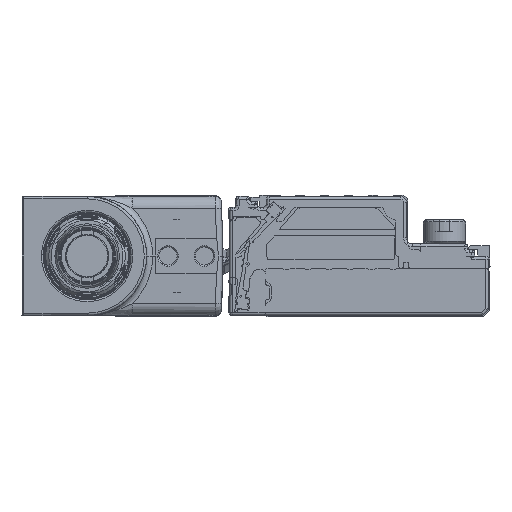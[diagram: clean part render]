
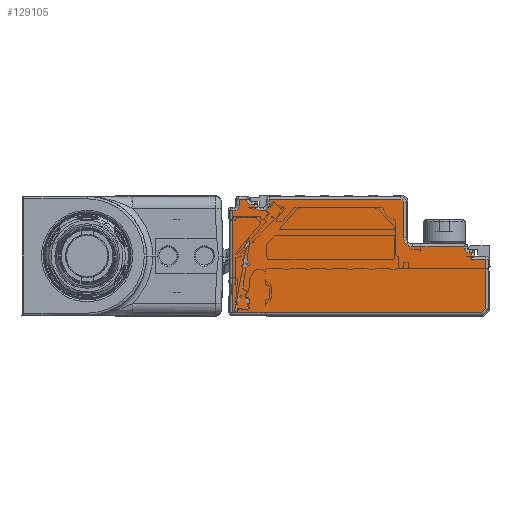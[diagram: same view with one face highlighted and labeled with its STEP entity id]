
A CAD part, left-side view. The second image highlights one B-rep face of the part: STEP entity #129105.
In plain terms, the highlighted planar face has unit normal (-1, 0, 0).
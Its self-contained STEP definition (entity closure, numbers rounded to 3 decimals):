
#126565=AXIS2_PLACEMENT_3D('Circle Axis2P3D',#126563,#126564,$) ;
#126687=AXIS2_PLACEMENT_3D('Circle Axis2P3D',#126685,#126686,$) ;
#126791=AXIS2_PLACEMENT_3D('Circle Axis2P3D',#126789,#126790,$) ;
#128752=AXIS2_PLACEMENT_3D('Circle Axis2P3D',#128750,#128751,$) ;
#128824=AXIS2_PLACEMENT_3D('Circle Axis2P3D',#128822,#128823,$) ;
#128921=AXIS2_PLACEMENT_3D('Circle Axis2P3D',#128919,#128920,$) ;
#129072=AXIS2_PLACEMENT_3D('Plane Axis2P3D',#129069,#129070,#129071) ;
#129076=AXIS2_PLACEMENT_3D('Circle Axis2P3D',#129074,#129075,$) ;
#126240=CARTESIAN_POINT('Vertex',(-678.,42.3,-7.3)) ;
#126263=CARTESIAN_POINT('Vertex',(-678.,1.407,-7.3)) ;
#126266=CARTESIAN_POINT('Line Origine',(-678.,23.168,-7.3)) ;
#126303=CARTESIAN_POINT('Vertex',(-678.,0.7,-6.593)) ;
#126306=CARTESIAN_POINT('Line Origine',(-678.,-1.246,-4.646)) ;
#126560=CARTESIAN_POINT('Vertex',(-678.,40.1,11.3)) ;
#126563=CARTESIAN_POINT('Axis2P3D Location',(-678.,39.3,11.3)) ;
#126567=CARTESIAN_POINT('Vertex',(-678.,39.3,10.5)) ;
#126587=CARTESIAN_POINT('Line Origine',(-678.,21.5,11.3)) ;
#126591=CARTESIAN_POINT('Vertex',(-678.,41.3,11.3)) ;
#126637=CARTESIAN_POINT('Vertex',(-678.,3.,2.5)) ;
#126651=CARTESIAN_POINT('Vertex',(-678.,3.4,2.5)) ;
#126654=CARTESIAN_POINT('Line Origine',(-678.,21.5,2.5)) ;
#126682=CARTESIAN_POINT('Vertex',(-678.,4.2,3.3)) ;
#126685=CARTESIAN_POINT('Axis2P3D Location',(-678.,3.4,3.3)) ;
#126710=CARTESIAN_POINT('Vertex',(-678.,4.2,3.5)) ;
#126713=CARTESIAN_POINT('Line Origine',(-678.,4.2,2.)) ;
#126755=CARTESIAN_POINT('Vertex',(-678.,12.7,3.5)) ;
#126758=CARTESIAN_POINT('Line Origine',(-678.,21.5,3.5)) ;
#126786=CARTESIAN_POINT('Vertex',(-678.,14.2,5.)) ;
#126789=CARTESIAN_POINT('Axis2P3D Location',(-678.,12.7,5.)) ;
#126817=CARTESIAN_POINT('Vertex',(-678.,14.2,10.8)) ;
#126820=CARTESIAN_POINT('Line Origine',(-678.,14.2,2.)) ;
#128632=CARTESIAN_POINT('Line Origine',(-678.,42.3,2.)) ;
#128636=CARTESIAN_POINT('Vertex',(-678.,42.3,9.5)) ;
#128660=CARTESIAN_POINT('Vertex',(-678.,0.7,1.5)) ;
#128663=CARTESIAN_POINT('Line Origine',(-678.,0.7,2.)) ;
#128716=CARTESIAN_POINT('Vertex',(-678.,37.8,9.5)) ;
#128719=CARTESIAN_POINT('Line Origine',(-678.,21.5,9.5)) ;
#128723=CARTESIAN_POINT('Vertex',(-678.,37.3,9.5)) ;
#128747=CARTESIAN_POINT('Vertex',(-678.,38.8,10.5)) ;
#128750=CARTESIAN_POINT('Axis2P3D Location',(-678.,37.8,10.5)) ;
#128774=CARTESIAN_POINT('Line Origine',(-678.,21.5,10.5)) ;
#128795=CARTESIAN_POINT('Vertex',(-678.,41.3,10.3)) ;
#128798=CARTESIAN_POINT('Line Origine',(-678.,41.3,2.)) ;
#128819=CARTESIAN_POINT('Vertex',(-678.,42.1,9.5)) ;
#128822=CARTESIAN_POINT('Axis2P3D Location',(-678.,42.1,10.3)) ;
#128839=CARTESIAN_POINT('Line Origine',(-678.,21.5,9.5)) ;
#128865=CARTESIAN_POINT('Vertex',(-678.,3.,1.5)) ;
#128868=CARTESIAN_POINT('Line Origine',(-678.,21.5,1.5)) ;
#128895=CARTESIAN_POINT('Line Origine',(-678.,3.,2.)) ;
#128916=CARTESIAN_POINT('Vertex',(-678.,14.7,11.3)) ;
#128919=CARTESIAN_POINT('Axis2P3D Location',(-678.,14.7,10.8)) ;
#128940=CARTESIAN_POINT('Vertex',(-678.,36.3,11.3)) ;
#128943=CARTESIAN_POINT('Line Origine',(-678.,21.5,11.3)) ;
#128964=CARTESIAN_POINT('Vertex',(-678.,36.3,10.5)) ;
#128967=CARTESIAN_POINT('Line Origine',(-678.,36.3,2.)) ;
#129069=CARTESIAN_POINT('Axis2P3D Location',(-678.,0.2,-7.8)) ;
#129074=CARTESIAN_POINT('Axis2P3D Location',(-678.,37.3,10.5)) ;
#126267=DIRECTION('Vector Direction',(0.,1.,0.)) ;
#126307=DIRECTION('Vector Direction',(0.,0.707,-0.707)) ;
#126564=DIRECTION('Axis2P3D Direction',(1.,0.,0.)) ;
#126588=DIRECTION('Vector Direction',(0.,-1.,0.)) ;
#126655=DIRECTION('Vector Direction',(0.,-1.,0.)) ;
#126686=DIRECTION('Axis2P3D Direction',(1.,0.,0.)) ;
#126714=DIRECTION('Vector Direction',(0.,0.,1.)) ;
#126759=DIRECTION('Vector Direction',(0.,-1.,0.)) ;
#126790=DIRECTION('Axis2P3D Direction',(1.,0.,0.)) ;
#126821=DIRECTION('Vector Direction',(0.,0.,-1.)) ;
#128633=DIRECTION('Vector Direction',(0.,0.,1.)) ;
#128664=DIRECTION('Vector Direction',(0.,0.,-1.)) ;
#128720=DIRECTION('Vector Direction',(0.,-1.,0.)) ;
#128751=DIRECTION('Axis2P3D Direction',(1.,0.,0.)) ;
#128775=DIRECTION('Vector Direction',(0.,1.,0.)) ;
#128799=DIRECTION('Vector Direction',(0.,0.,1.)) ;
#128823=DIRECTION('Axis2P3D Direction',(1.,0.,0.)) ;
#128840=DIRECTION('Vector Direction',(0.,-1.,0.)) ;
#128869=DIRECTION('Vector Direction',(0.,-1.,0.)) ;
#128896=DIRECTION('Vector Direction',(0.,0.,-1.)) ;
#128920=DIRECTION('Axis2P3D Direction',(1.,0.,0.)) ;
#128944=DIRECTION('Vector Direction',(0.,-1.,0.)) ;
#128968=DIRECTION('Vector Direction',(0.,0.,1.)) ;
#129070=DIRECTION('Axis2P3D Direction',(-1.,0.,0.)) ;
#129071=DIRECTION('Axis2P3D XDirection',(0.,0.,1.)) ;
#129075=DIRECTION('Axis2P3D Direction',(-1.,0.,0.)) ;
#126268=VECTOR('Line Direction',#126267,1.) ;
#126308=VECTOR('Line Direction',#126307,1.) ;
#126589=VECTOR('Line Direction',#126588,1.) ;
#126656=VECTOR('Line Direction',#126655,1.) ;
#126715=VECTOR('Line Direction',#126714,1.) ;
#126760=VECTOR('Line Direction',#126759,1.) ;
#126822=VECTOR('Line Direction',#126821,1.) ;
#128634=VECTOR('Line Direction',#128633,1.) ;
#128665=VECTOR('Line Direction',#128664,1.) ;
#128721=VECTOR('Line Direction',#128720,1.) ;
#128776=VECTOR('Line Direction',#128775,1.) ;
#128800=VECTOR('Line Direction',#128799,1.) ;
#128841=VECTOR('Line Direction',#128840,1.) ;
#128870=VECTOR('Line Direction',#128869,1.) ;
#128897=VECTOR('Line Direction',#128896,1.) ;
#128945=VECTOR('Line Direction',#128944,1.) ;
#128969=VECTOR('Line Direction',#128968,1.) ;
#129080=ORIENTED_EDGE('',*,*,#128725,.T.) ;
#129081=ORIENTED_EDGE('',*,*,#128754,.T.) ;
#129082=ORIENTED_EDGE('',*,*,#128778,.T.) ;
#129083=ORIENTED_EDGE('',*,*,#126569,.T.) ;
#129084=ORIENTED_EDGE('',*,*,#126593,.T.) ;
#129085=ORIENTED_EDGE('',*,*,#128802,.T.) ;
#129086=ORIENTED_EDGE('',*,*,#128826,.T.) ;
#129087=ORIENTED_EDGE('',*,*,#128843,.T.) ;
#129088=ORIENTED_EDGE('',*,*,#128638,.T.) ;
#129089=ORIENTED_EDGE('',*,*,#126270,.T.) ;
#129090=ORIENTED_EDGE('',*,*,#126310,.T.) ;
#129091=ORIENTED_EDGE('',*,*,#128667,.T.) ;
#129092=ORIENTED_EDGE('',*,*,#128872,.T.) ;
#129093=ORIENTED_EDGE('',*,*,#128899,.T.) ;
#129094=ORIENTED_EDGE('',*,*,#126658,.T.) ;
#129095=ORIENTED_EDGE('',*,*,#126689,.T.) ;
#129096=ORIENTED_EDGE('',*,*,#126717,.T.) ;
#129097=ORIENTED_EDGE('',*,*,#126762,.T.) ;
#129098=ORIENTED_EDGE('',*,*,#126793,.T.) ;
#129099=ORIENTED_EDGE('',*,*,#126824,.T.) ;
#129100=ORIENTED_EDGE('',*,*,#128923,.T.) ;
#129101=ORIENTED_EDGE('',*,*,#128947,.T.) ;
#129102=ORIENTED_EDGE('',*,*,#128971,.T.) ;
#129103=ORIENTED_EDGE('',*,*,#129078,.T.) ;
#129105=ADVANCED_FACE('Brep With Voids',(#129104),#129073,.T.) ;
#126566=CIRCLE('generated circle',#126565,0.8) ;
#126688=CIRCLE('generated circle',#126687,0.8) ;
#126792=CIRCLE('generated circle',#126791,1.5) ;
#128753=CIRCLE('generated circle',#128752,1.) ;
#128825=CIRCLE('generated circle',#128824,0.8) ;
#128922=CIRCLE('generated circle',#128921,0.5) ;
#129077=CIRCLE('generated circle',#129076,1.) ;
#126270=EDGE_CURVE('',#126241,#126264,#126269,.F.) ;
#126310=EDGE_CURVE('',#126264,#126304,#126309,.F.) ;
#126569=EDGE_CURVE('',#126568,#126561,#126566,.T.) ;
#126593=EDGE_CURVE('',#126561,#126592,#126590,.F.) ;
#126658=EDGE_CURVE('',#126638,#126652,#126657,.F.) ;
#126689=EDGE_CURVE('',#126652,#126683,#126688,.T.) ;
#126717=EDGE_CURVE('',#126683,#126711,#126716,.T.) ;
#126762=EDGE_CURVE('',#126711,#126756,#126761,.F.) ;
#126793=EDGE_CURVE('',#126756,#126787,#126792,.T.) ;
#126824=EDGE_CURVE('',#126787,#126818,#126823,.F.) ;
#128638=EDGE_CURVE('',#128637,#126241,#128635,.F.) ;
#128667=EDGE_CURVE('',#126304,#128661,#128666,.F.) ;
#128725=EDGE_CURVE('',#128724,#128717,#128722,.F.) ;
#128754=EDGE_CURVE('',#128717,#128748,#128753,.T.) ;
#128778=EDGE_CURVE('',#128748,#126568,#128777,.T.) ;
#128802=EDGE_CURVE('',#126592,#128796,#128801,.F.) ;
#128826=EDGE_CURVE('',#128796,#128820,#128825,.T.) ;
#128843=EDGE_CURVE('',#128820,#128637,#128842,.F.) ;
#128872=EDGE_CURVE('',#128661,#128866,#128871,.F.) ;
#128899=EDGE_CURVE('',#128866,#126638,#128898,.F.) ;
#128923=EDGE_CURVE('',#126818,#128917,#128922,.F.) ;
#128947=EDGE_CURVE('',#128917,#128941,#128946,.F.) ;
#128971=EDGE_CURVE('',#128941,#128965,#128970,.F.) ;
#129078=EDGE_CURVE('',#128965,#128724,#129077,.F.) ;
#129079=EDGE_LOOP('',(#129080,#129081,#129082,#129083,#129084,#129085,#129086,#129087,#129088,#129089,#129090,#129091,#129092,#129093,#129094,#129095,#129096,#129097,#129098,#129099,#129100,#129101,#129102,#129103)) ;
#129104=FACE_OUTER_BOUND('',#129079,.T.) ;
#126269=LINE('Line',#126266,#126268) ;
#126309=LINE('Line',#126306,#126308) ;
#126590=LINE('Line',#126587,#126589) ;
#126657=LINE('Line',#126654,#126656) ;
#126716=LINE('Line',#126713,#126715) ;
#126761=LINE('Line',#126758,#126760) ;
#126823=LINE('Line',#126820,#126822) ;
#128635=LINE('Line',#128632,#128634) ;
#128666=LINE('Line',#128663,#128665) ;
#128722=LINE('Line',#128719,#128721) ;
#128777=LINE('Line',#128774,#128776) ;
#128801=LINE('Line',#128798,#128800) ;
#128842=LINE('Line',#128839,#128841) ;
#128871=LINE('Line',#128868,#128870) ;
#128898=LINE('Line',#128895,#128897) ;
#128946=LINE('Line',#128943,#128945) ;
#128970=LINE('Line',#128967,#128969) ;
#129073=PLANE('',#129072) ;
#126241=VERTEX_POINT('',#126240) ;
#126264=VERTEX_POINT('',#126263) ;
#126304=VERTEX_POINT('',#126303) ;
#126561=VERTEX_POINT('',#126560) ;
#126568=VERTEX_POINT('',#126567) ;
#126592=VERTEX_POINT('',#126591) ;
#126638=VERTEX_POINT('',#126637) ;
#126652=VERTEX_POINT('',#126651) ;
#126683=VERTEX_POINT('',#126682) ;
#126711=VERTEX_POINT('',#126710) ;
#126756=VERTEX_POINT('',#126755) ;
#126787=VERTEX_POINT('',#126786) ;
#126818=VERTEX_POINT('',#126817) ;
#128637=VERTEX_POINT('',#128636) ;
#128661=VERTEX_POINT('',#128660) ;
#128717=VERTEX_POINT('',#128716) ;
#128724=VERTEX_POINT('',#128723) ;
#128748=VERTEX_POINT('',#128747) ;
#128796=VERTEX_POINT('',#128795) ;
#128820=VERTEX_POINT('',#128819) ;
#128866=VERTEX_POINT('',#128865) ;
#128917=VERTEX_POINT('',#128916) ;
#128941=VERTEX_POINT('',#128940) ;
#128965=VERTEX_POINT('',#128964) ;
